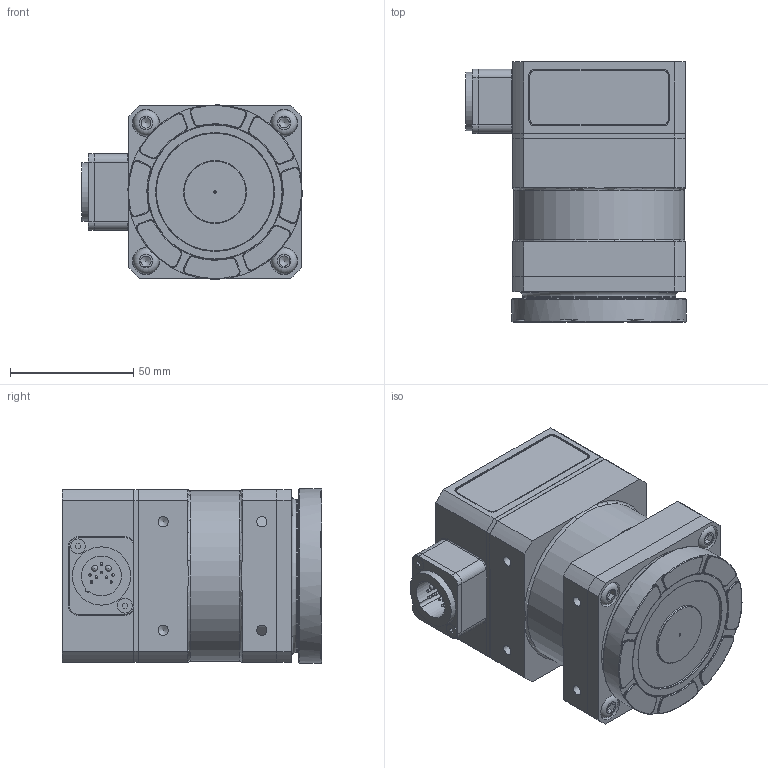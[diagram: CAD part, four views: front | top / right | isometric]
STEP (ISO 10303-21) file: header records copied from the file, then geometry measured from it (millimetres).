
FILE_DESCRIPTION(/* description */ (''),/* implementation_level */ '2;1');
FILE_NAME(/* name */ 'EHSQ070000_G_CUST.stp',/* time_stamp */ '2025-01-02T13:50:48+01:00',/* author */ ('GS'),/* organization */ (''),/* preprocessor_version */ 'ST-DEVELOPER v18.1',/* originating_system */ 'Autodesk Inventor 2021',/* authorisation */ '');
FILE_SCHEMA (('AUTOMOTIVE_DESIGN { 1 0 10303 214 3 1 1 }'));
Length unit declared in the file: millimetre
Products named in the file (1): EHSQ070000_Shrinkwrap_2
Bounding box: 89.32 x 105.4 x 70.64 mm (x, y, z)
Volume: 282615.3 mm3; surface area: 118375.7 mm2
Topology: 19 solids, 19 shells, 628 faces, 1456 edges, 935 vertices
Faces by surface type: plane 255, cylinder 222, torus 86, cone 55, bspline 10
Full cylindrical faces by diameter (mm): 1.03 x8, 1.4 x8, 2 x8, 2.2 x2, 2.39 x2, 2.5 x2, 2.8 x2, 3 x2, 3.5 x2, 4.134 x8, 4.917 x8, 6 x10, 6.2 x2, 6.4 x4, 6.5 x4, 6.75 x4, 10 x4, 10.2 x6, 10.5 x4, 11 x8, 13.7 x1, 23.6 x2, 23.8 x1, 25.4 x1, 25.5 x1, 26.4 x1, 30 x1, 46.8 x1, 47.6 x1, 47.8 x1
Entity records: 18936 total; most frequent: CARTESIAN_POINT 3443, DIRECTION 3325, ORIENTED_EDGE 2848, EDGE_CURVE 1424, AXIS2_PLACEMENT_3D 1350, VERTEX_POINT 935, EDGE_LOOP 765, CIRCLE 731
